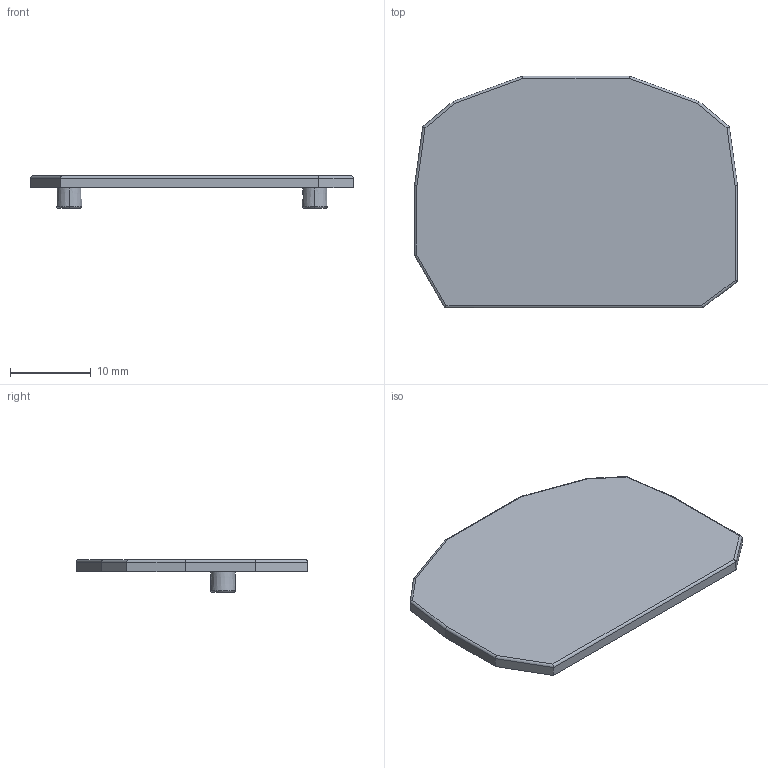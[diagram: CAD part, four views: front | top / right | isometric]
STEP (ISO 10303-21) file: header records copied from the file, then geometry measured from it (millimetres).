
FILE_DESCRIPTION((''),'2;1');
FILE_NAME('3757_2_ZAP_SR.stp'),'PRO/ENGINEER BY PARAMETRIC TECHNOLOGY CORPORATION, 2007390','PRO/ENGINEER BY PARAMETRIC TECHNOLOGY CORPORATION, 2007390','');
FILE_SCHEMA(('CONFIG_CONTROL_DESIGN'));
Length unit declared in the file: millimetre
Products named in the file (1): ZAP_SR_STEP
Bounding box: 40 x 28.7 x 4 mm (x, y, z)
Volume: 1600 mm3; surface area: 2318.4 mm2
Topology: 1 solids, 1 shells, 48 faces, 108 edges, 62 vertices
Faces by surface type: plane 16, cylinder 16, cone 8, torus 4, sphere 4
Entity records: 1372 total; most frequent: CARTESIAN_POINT 288, DIRECTION 220, ORIENTED_EDGE 208, EDGE_CURVE 104, AXIS2_PLACEMENT_3D 80, VERTEX_POINT 62, VECTOR 60, LINE 60
